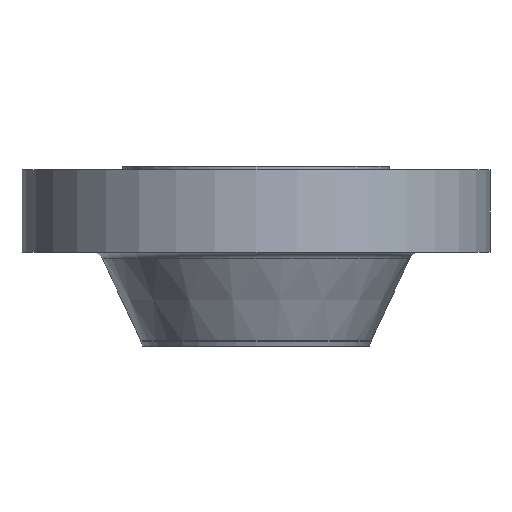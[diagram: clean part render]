
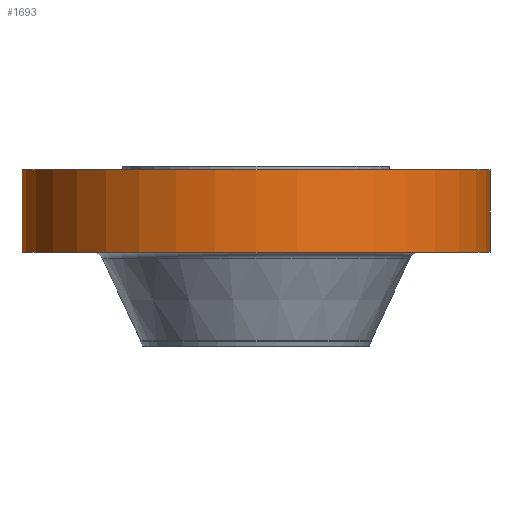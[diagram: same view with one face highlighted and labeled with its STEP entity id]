
A CAD part, front view. The second image highlights one B-rep face of the part: STEP entity #1693.
In plain terms, the highlighted cylindrical face has radius 412.75 mm (diameter 825.5 mm), a partial arc.
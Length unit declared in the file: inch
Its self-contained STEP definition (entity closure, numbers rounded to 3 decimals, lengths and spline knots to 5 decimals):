
#69 = DIRECTION ( 'NONE',  ( 1., 0., 0. ) ) ;
#74 = ORIENTED_EDGE ( 'NONE', *, *, #852, .T. ) ;
#108 = EDGE_LOOP ( 'NONE', ( #1622, #1216, #74, #1248 ) ) ;
#145 = EDGE_CURVE ( 'NONE', #415, #1712, #259, .T. ) ;
#159 = DIRECTION ( 'NONE',  ( 0., 0., 1. ) ) ;
#193 = DIRECTION ( 'NONE',  ( 1., 0., 0. ) ) ;
#259 = CIRCLE ( 'NONE', #1516, 16.25 ) ;
#315 = CARTESIAN_POINT ( 'NONE',  ( -16.25, 0., -6. ) ) ;
#356 = CARTESIAN_POINT ( 'NONE',  ( 16.25, 0., -0.25 ) ) ;
#409 = AXIS2_PLACEMENT_3D ( 'NONE', #1123, #611, #69 ) ;
#415 = VERTEX_POINT ( 'NONE', #315 ) ;
#464 = DIRECTION ( 'NONE',  ( 0., 0., 1. ) ) ;
#582 = FACE_OUTER_BOUND ( 'NONE', #108, .T. ) ;
#611 = DIRECTION ( 'NONE',  ( 0., 0., 1. ) ) ;
#617 = EDGE_CURVE ( 'NONE', #1695, #1575, #1437, .T. ) ;
#700 = CARTESIAN_POINT ( 'NONE',  ( 0., 0., -6. ) ) ;
#744 = CYLINDRICAL_SURFACE ( 'NONE', #409, 16.25 ) ;
#852 = EDGE_CURVE ( 'NONE', #1712, #1575, #862, .T. ) ;
#862 = LINE ( 'NONE', #1536, #1665 ) ;
#887 = CARTESIAN_POINT ( 'NONE',  ( -16.25, 0., 0. ) ) ;
#993 = CARTESIAN_POINT ( 'NONE',  ( -16.25, 0., -0.25 ) ) ;
#999 = DIRECTION ( 'NONE',  ( 0., 0., 1. ) ) ;
#1039 = LINE ( 'NONE', #887, #1050 ) ;
#1050 = VECTOR ( 'NONE', #1705, 39.37008 ) ;
#1123 = CARTESIAN_POINT ( 'NONE',  ( 0., 0., 0. ) ) ;
#1216 = ORIENTED_EDGE ( 'NONE', *, *, #145, .T. ) ;
#1248 = ORIENTED_EDGE ( 'NONE', *, *, #617, .F. ) ;
#1437 = CIRCLE ( 'NONE', #1611, 16.25 ) ;
#1516 = AXIS2_PLACEMENT_3D ( 'NONE', #700, #464, #193 ) ;
#1532 = CARTESIAN_POINT ( 'NONE',  ( 16.25, 0., -6. ) ) ;
#1536 = CARTESIAN_POINT ( 'NONE',  ( 16.25, 0., 0. ) ) ;
#1537 = DIRECTION ( 'NONE',  ( 1., 0., 0. ) ) ;
#1575 = VERTEX_POINT ( 'NONE', #356 ) ;
#1580 = EDGE_CURVE ( 'NONE', #415, #1695, #1039, .T. ) ;
#1611 = AXIS2_PLACEMENT_3D ( 'NONE', #1706, #999, #1537 ) ;
#1622 = ORIENTED_EDGE ( 'NONE', *, *, #1580, .F. ) ;
#1665 = VECTOR ( 'NONE', #159, 39.37008 ) ;
#1693 = ADVANCED_FACE ( 'NONE', ( #582 ), #744, .T. ) ;
#1695 = VERTEX_POINT ( 'NONE', #993 ) ;
#1705 = DIRECTION ( 'NONE',  ( 0., 0., 1. ) ) ;
#1706 = CARTESIAN_POINT ( 'NONE',  ( 0., 0., -0.25 ) ) ;
#1712 = VERTEX_POINT ( 'NONE', #1532 ) ;
